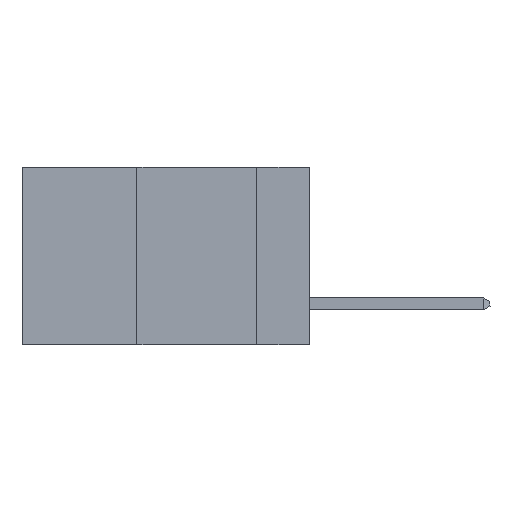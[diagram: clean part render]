
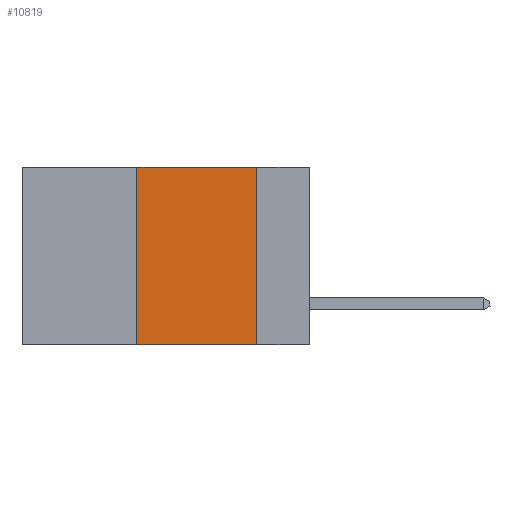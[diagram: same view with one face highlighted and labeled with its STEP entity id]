
A CAD part, left-side view. The second image highlights one B-rep face of the part: STEP entity #10819.
In plain terms, the highlighted planar face has unit normal (-1, 0, 0).
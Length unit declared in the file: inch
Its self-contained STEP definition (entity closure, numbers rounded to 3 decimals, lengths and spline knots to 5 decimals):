
#652 = ORIENTED_EDGE ( 'NONE', *, *, #8909, .T. ) ;
#1010 = DIRECTION ( 'NONE',  ( 0., 0., -1. ) ) ;
#1538 = VECTOR ( 'NONE', #1635, 39.37008 ) ;
#1635 = DIRECTION ( 'NONE',  ( 0., -1., 0. ) ) ;
#1851 = LINE ( 'NONE', #10308, #1538 ) ;
#1928 = VECTOR ( 'NONE', #2501, 39.37008 ) ;
#2501 = DIRECTION ( 'NONE',  ( 0., 0., 1. ) ) ;
#2627 = VERTEX_POINT ( 'NONE', #8637 ) ;
#2649 = EDGE_CURVE ( 'NONE', #10424, #3986, #8205, .T. ) ;
#3581 = CARTESIAN_POINT ( 'NONE',  ( 0., 0.11, 0. ) ) ;
#3911 = VECTOR ( 'NONE', #10354, 39.37008 ) ;
#3986 = VERTEX_POINT ( 'NONE', #8339 ) ;
#4702 = LINE ( 'NONE', #5499, #1928 ) ;
#5336 = EDGE_CURVE ( 'NONE', #8492, #2627, #4702, .T. ) ;
#5499 = CARTESIAN_POINT ( 'NONE',  ( 0., 0.36, 0. ) ) ;
#5549 = CARTESIAN_POINT ( 'NONE',  ( 0., 0.6, 0. ) ) ;
#5661 = PLANE ( 'NONE',  #6264 ) ;
#6264 = AXIS2_PLACEMENT_3D ( 'NONE', #8984, #6549, #1010 ) ;
#6549 = DIRECTION ( 'NONE',  ( 1., 0., 0. ) ) ;
#6904 = ORIENTED_EDGE ( 'NONE', *, *, #5336, .F. ) ;
#7913 = ORIENTED_EDGE ( 'NONE', *, *, #9639, .F. ) ;
#8205 = LINE ( 'NONE', #3581, #3911 ) ;
#8339 = CARTESIAN_POINT ( 'NONE',  ( 0., 0.11, -0.37 ) ) ;
#8406 = CARTESIAN_POINT ( 'NONE',  ( 0., 0.11, 0. ) ) ;
#8492 = VERTEX_POINT ( 'NONE', #10620 ) ;
#8637 = CARTESIAN_POINT ( 'NONE',  ( 0., 0.36, 0. ) ) ;
#8654 = EDGE_LOOP ( 'NONE', ( #9222, #7913, #6904, #652 ) ) ;
#8860 = VECTOR ( 'NONE', #8914, 39.37008 ) ;
#8909 = EDGE_CURVE ( 'NONE', #8492, #3986, #1851, .T. ) ;
#8914 = DIRECTION ( 'NONE',  ( 0., -1., 0. ) ) ;
#8984 = CARTESIAN_POINT ( 'NONE',  ( 0., 0.6, 0. ) ) ;
#9114 = LINE ( 'NONE', #5549, #8860 ) ;
#9222 = ORIENTED_EDGE ( 'NONE', *, *, #2649, .F. ) ;
#9639 = EDGE_CURVE ( 'NONE', #2627, #10424, #9114, .T. ) ;
#9849 = FACE_OUTER_BOUND ( 'NONE', #8654, .T. ) ;
#10308 = CARTESIAN_POINT ( 'NONE',  ( 0., 0.6, -0.37 ) ) ;
#10354 = DIRECTION ( 'NONE',  ( 0., 0., -1. ) ) ;
#10424 = VERTEX_POINT ( 'NONE', #8406 ) ;
#10620 = CARTESIAN_POINT ( 'NONE',  ( 0., 0.36, -0.37 ) ) ;
#10819 = ADVANCED_FACE ( 'NONE', ( #9849 ), #5661, .F. ) ;
